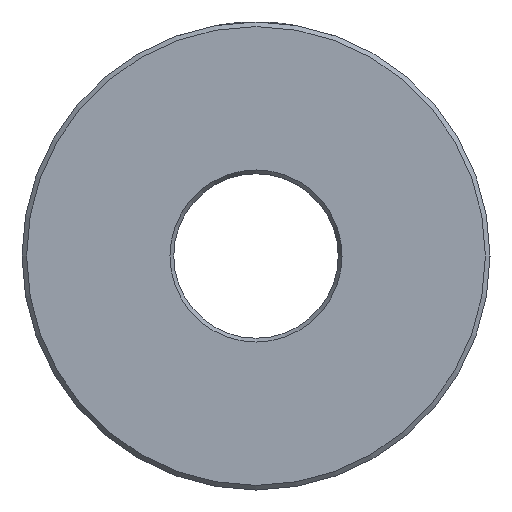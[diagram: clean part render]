
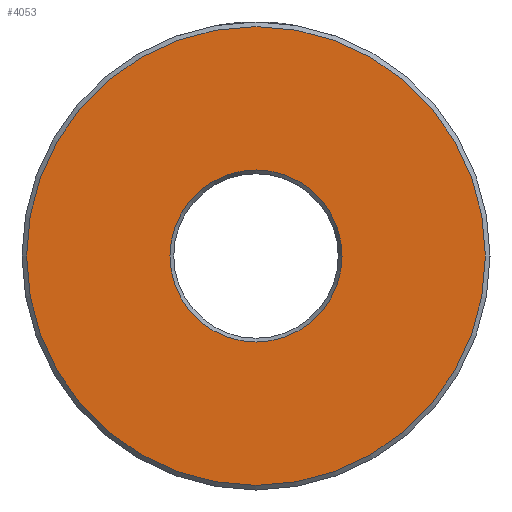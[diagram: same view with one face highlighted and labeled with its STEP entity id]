
A CAD part, left-side view. The second image highlights one B-rep face of the part: STEP entity #4053.
In plain terms, the highlighted planar face has unit normal (-1, 0, 0).
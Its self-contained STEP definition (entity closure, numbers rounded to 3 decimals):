
#4017=CARTESIAN_POINT('',(0.0,-34.86,0.0));
#4018=VERTEX_POINT('',#4017);
#4019=CARTESIAN_POINT('',(0.0,-0.0,0.0));
#4020=DIRECTION('',(1.0,0.0,0.0));
#4021=DIRECTION('',(0.0,-1.0,0.0));
#4022=AXIS2_PLACEMENT_3D('',#4019,#4020,#4021);
#4023=CIRCLE('',#4022,34.86);
#4024=EDGE_CURVE('n� 202',#4018,#4018,#4023,.T.);
#4034=ORIENTED_EDGE('',*,*,#4024,.F.);
#4035=EDGE_LOOP('',(#4034));
#4036=FACE_OUTER_BOUND('',#4035,.T.);
#4037=CARTESIAN_POINT('',(-0.0,-0.0,-13.077));
#4038=VERTEX_POINT('',#4037);
#4039=CARTESIAN_POINT('',(0.0,-0.0,0.0));
#4040=DIRECTION('',(-1.0,-0.0,-0.0));
#4041=DIRECTION('',(0.0,0.0,-1.0));
#4042=AXIS2_PLACEMENT_3D('',#4039,#4040,#4041);
#4043=CIRCLE('',#4042,13.077);
#4044=EDGE_CURVE('n� 242',#4038,#4038,#4043,.T.);
#4045=ORIENTED_EDGE('',*,*,#4044,.F.);
#4046=EDGE_LOOP('',(#4045));
#4047=FACE_BOUND('',#4046,.T.);
#4048=CARTESIAN_POINT('',(0.0,0.0,0.0));
#4049=DIRECTION('',(-1.0,-0.0,0.0));
#4050=DIRECTION('',(0.0,0.0,1.0));
#4051=AXIS2_PLACEMENT_3D('',#4048,#4049,#4050);
#4052=PLANE('',#4051);
#4053=ADVANCED_FACE('n� 104',(#4036,#4047),#4052,.T.);
